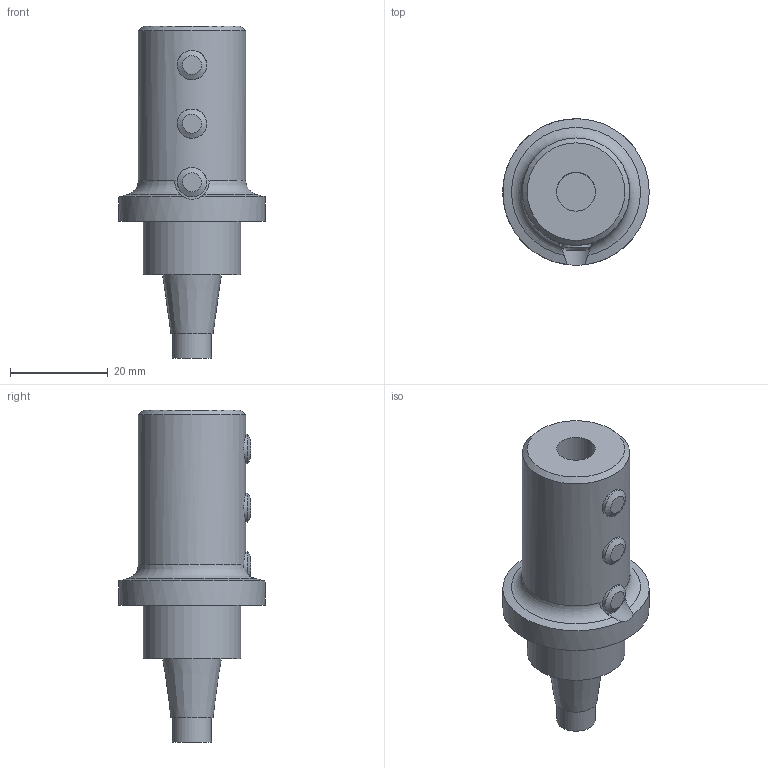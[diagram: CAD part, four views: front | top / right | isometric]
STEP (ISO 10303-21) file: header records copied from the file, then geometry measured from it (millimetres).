
FILE_DESCRIPTION(/* description */ (''),/* implementation_level */ '2;1');
FILE_NAME(/* name */ 'W9990457_stp.stp',/* time_stamp */ '2017-05-09T12:44:27+02:00',/* author */ (''),/* organization */ (''),/* preprocessor_version */ 'ST-DEVELOPER v15',/* originating_system */ 'SIEMENS PLM Software NX 9.0',/* authorisation */ '');
FILE_SCHEMA (('AUTOMOTIVE_DESIGN { 1 0 10303 214 3 1 1 1 }'));
Length unit declared in the file: millimetre
Products named in the file (1): reic119C905Eo69t
Bounding box: 30 x 30 x 68 mm (x, y, z)
Volume: 20025.3 mm3; surface area: 6261.4 mm2
Topology: 1 solids, 1 shells, 25 faces, 50 edges, 34 vertices
Faces by surface type: cylinder 9, plane 9, cone 6, torus 1
Full cylindrical faces by diameter (mm): 6 x3, 8 x2, 20 x1, 22 x1, 30 x1
Entity records: 769 total; most frequent: CARTESIAN_POINT 313, DIRECTION 92, ORIENTED_EDGE 58, AXIS2_PLACEMENT_3D 46, EDGE_LOOP 45, FACE_BOUND 37, EDGE_CURVE 29, VERTEX_POINT 26
